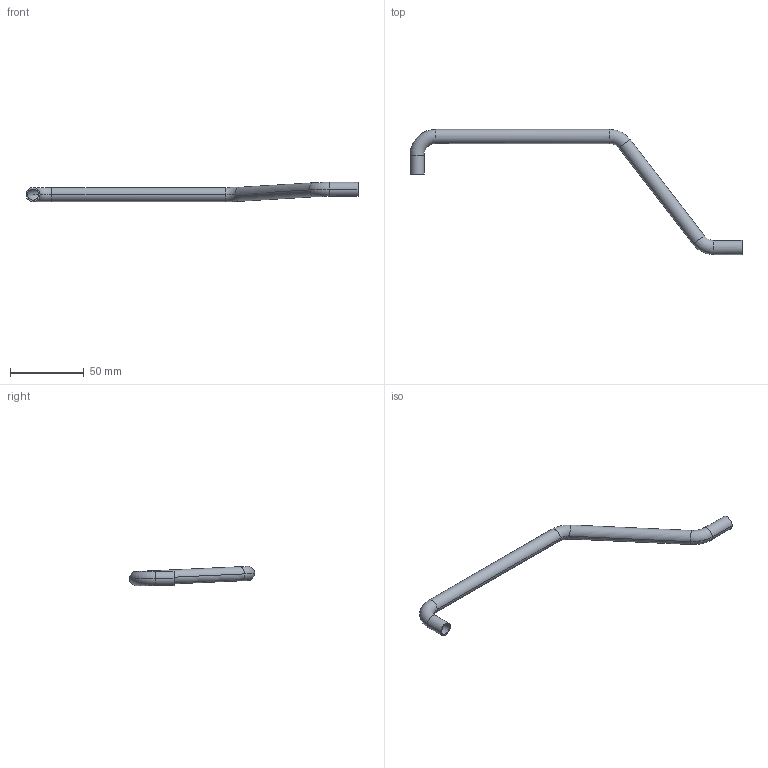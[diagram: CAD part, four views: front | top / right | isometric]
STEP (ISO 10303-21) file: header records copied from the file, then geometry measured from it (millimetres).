
FILE_DESCRIPTION(('produced by SPATIAL CORP'),'2;1');
FILE_NAME('suction.prt.hh.sat.stp','2002-04-19T13:36:31+00:00',('SPATIAL CORP'),('SPATIAL CORP'), 'ACIS STEP Husk','http://www.spatial.com','SPATIAL CORP');
FILE_SCHEMA(('CONFIG_CONTROL_DESIGN'));
Length unit declared in the file: millimetre
Products named in the file (1): PRODUCT_ID_1
Bounding box: 224.47 x 84.63 x 12.98 mm (x, y, z)
Volume: 7466.9 mm3; surface area: 14753 mm2
Topology: 1 solids, 1 shells, 38 faces, 84 edges, 48 vertices
Faces by surface type: torus 20, cylinder 16, plane 2
Entity records: 1033 total; most frequent: DIRECTION 180, ORIENTED_EDGE 168, CARTESIAN_POINT 146, EDGE_CURVE 84, AXIS2_PLACEMENT_3D 82, CIRCLE 52, VERTEX_POINT 48, EDGE_LOOP 40
